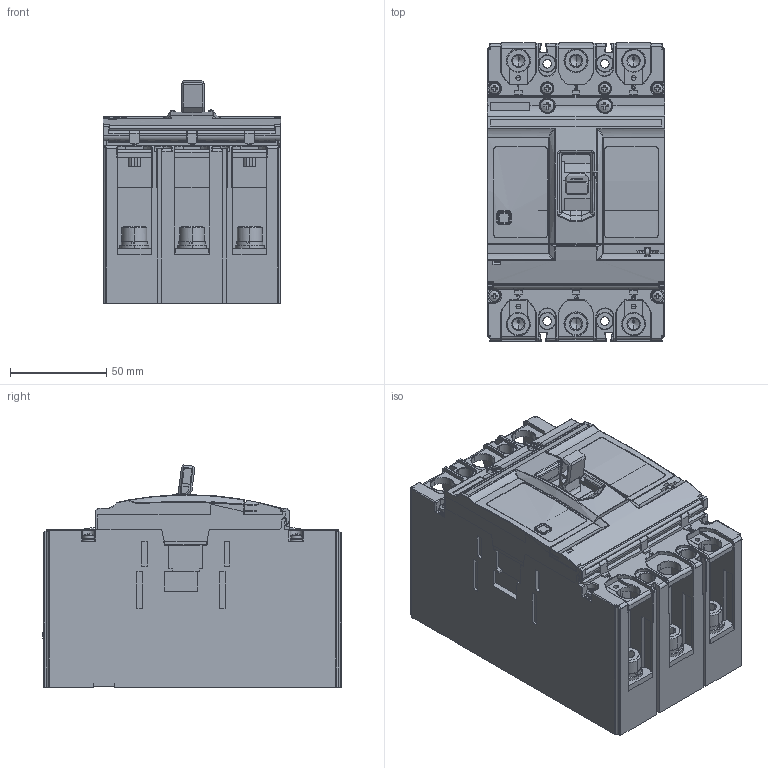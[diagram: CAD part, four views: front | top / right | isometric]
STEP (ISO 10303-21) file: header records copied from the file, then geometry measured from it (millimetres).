
FILE_DESCRIPTION (( 'STEP AP203' ), '1' );
FILE_NAME ('Ñáîðêà7.STEP', '2023-11-21T14:35:55', ( '' ), ( '' ), 'SwSTEP 2.0', 'SolidWorks 2022', '' );
FILE_SCHEMA (( 'CONFIG_CONTROL_DESIGN' ));
Products named in the file (2): Сборка7; 21
Assembly tree (1 placements, depth 2):
  Сборка7
    21
Bounding box: 92.5 x 155.55 x 115.67 mm (x, y, z)
Surface area: 163266.1 mm2 (no closed solid volume)
Topology: 0 solids, 2 shells, 3246 faces, 9031 edges, 5771 vertices
Faces by surface type: plane 2020, cylinder 811, bspline 327, cone 88
Entity records: 134802 total; most frequent: CARTESIAN_POINT 71368, ORIENTED_EDGE 17984, EDGE_CURVE 8994, B_SPLINE_CURVE_WITH_KNOTS 8659, DIRECTION 5846, VERTEX_POINT 5771, EDGE_LOOP 3413, FACE_OUTER_BOUND 3246
